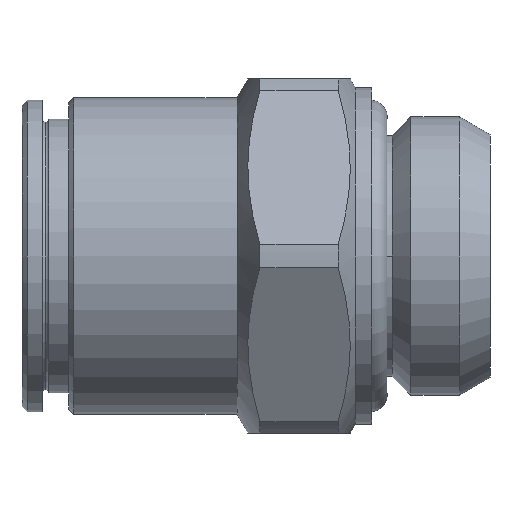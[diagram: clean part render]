
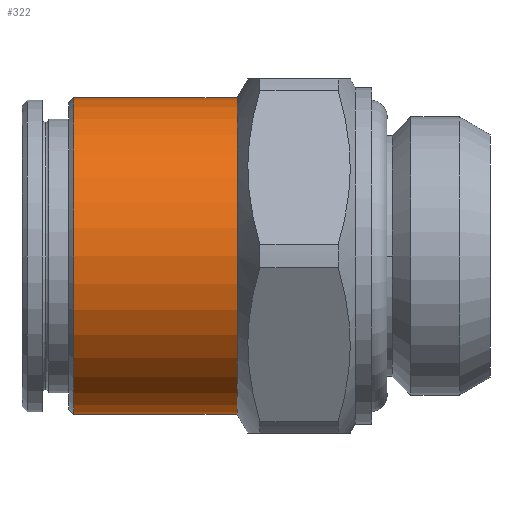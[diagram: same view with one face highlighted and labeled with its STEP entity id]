
A CAD part, left-side view. The second image highlights one B-rep face of the part: STEP entity #322.
In plain terms, the highlighted cylindrical face has radius 9.4 mm (diameter 18.8 mm), a partial arc.
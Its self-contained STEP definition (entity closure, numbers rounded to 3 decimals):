
#322 = ADVANCED_FACE ( 'NONE', ( #1622 ), #1894, .T. ) ;
#380 = CARTESIAN_POINT ( 'NONE',  ( 0., 0., -9.4 ) ) ;
#465 = EDGE_CURVE ( 'NONE', #1180, #1303, #1193, .T. ) ;
#468 = EDGE_LOOP ( 'NONE', ( #538, #2007, #852, #1840 ) ) ;
#520 = VECTOR ( 'NONE', #1718, 1000. ) ;
#538 = ORIENTED_EDGE ( 'NONE', *, *, #2157, .F. ) ;
#575 = LINE ( 'NONE', #380, #1735 ) ;
#696 = DIRECTION ( 'NONE',  ( 0., 0., -1. ) ) ;
#780 = EDGE_CURVE ( 'NONE', #1303, #1783, #575, .T. ) ;
#837 = DIRECTION ( 'NONE',  ( 0., 0., -1. ) ) ;
#852 = ORIENTED_EDGE ( 'NONE', *, *, #780, .T. ) ;
#1069 = DIRECTION ( 'NONE',  ( 0., -1., 0. ) ) ;
#1150 = LINE ( 'NONE', #1221, #520 ) ;
#1155 = AXIS2_PLACEMENT_3D ( 'NONE', #1811, #1424, #837 ) ;
#1180 = VERTEX_POINT ( 'NONE', #1256 ) ;
#1193 = CIRCLE ( 'NONE', #1155, 9.4 ) ;
#1221 = CARTESIAN_POINT ( 'NONE',  ( 0., 0., 9.4 ) ) ;
#1242 = CARTESIAN_POINT ( 'NONE',  ( 0., 15., 0. ) ) ;
#1256 = CARTESIAN_POINT ( 'NONE',  ( 0., 24.7, 9.4 ) ) ;
#1303 = VERTEX_POINT ( 'NONE', #1709 ) ;
#1334 = DIRECTION ( 'NONE',  ( 0., 0., -1. ) ) ;
#1347 = DIRECTION ( 'NONE',  ( 0., -1., 0. ) ) ;
#1360 = AXIS2_PLACEMENT_3D ( 'NONE', #1922, #1347, #1334 ) ;
#1424 = DIRECTION ( 'NONE',  ( 0., -1., 0. ) ) ;
#1553 = CARTESIAN_POINT ( 'NONE',  ( 0., 15., -9.4 ) ) ;
#1572 = CIRCLE ( 'NONE', #1946, 9.4 ) ;
#1622 = FACE_OUTER_BOUND ( 'NONE', #468, .T. ) ;
#1709 = CARTESIAN_POINT ( 'NONE',  ( 0., 24.7, -9.4 ) ) ;
#1718 = DIRECTION ( 'NONE',  ( 0., -1., 0. ) ) ;
#1735 = VECTOR ( 'NONE', #1891, 1000. ) ;
#1783 = VERTEX_POINT ( 'NONE', #1553 ) ;
#1811 = CARTESIAN_POINT ( 'NONE',  ( 0., 24.7, 0. ) ) ;
#1840 = ORIENTED_EDGE ( 'NONE', *, *, #2325, .F. ) ;
#1891 = DIRECTION ( 'NONE',  ( 0., -1., 0. ) ) ;
#1894 = CYLINDRICAL_SURFACE ( 'NONE', #1360, 9.4 ) ;
#1922 = CARTESIAN_POINT ( 'NONE',  ( 0., 0., 0. ) ) ;
#1946 = AXIS2_PLACEMENT_3D ( 'NONE', #1242, #1069, #696 ) ;
#2007 = ORIENTED_EDGE ( 'NONE', *, *, #465, .T. ) ;
#2099 = VERTEX_POINT ( 'NONE', #2461 ) ;
#2157 = EDGE_CURVE ( 'NONE', #1180, #2099, #1150, .T. ) ;
#2325 = EDGE_CURVE ( 'NONE', #2099, #1783, #1572, .T. ) ;
#2461 = CARTESIAN_POINT ( 'NONE',  ( 0., 15., 9.4 ) ) ;
